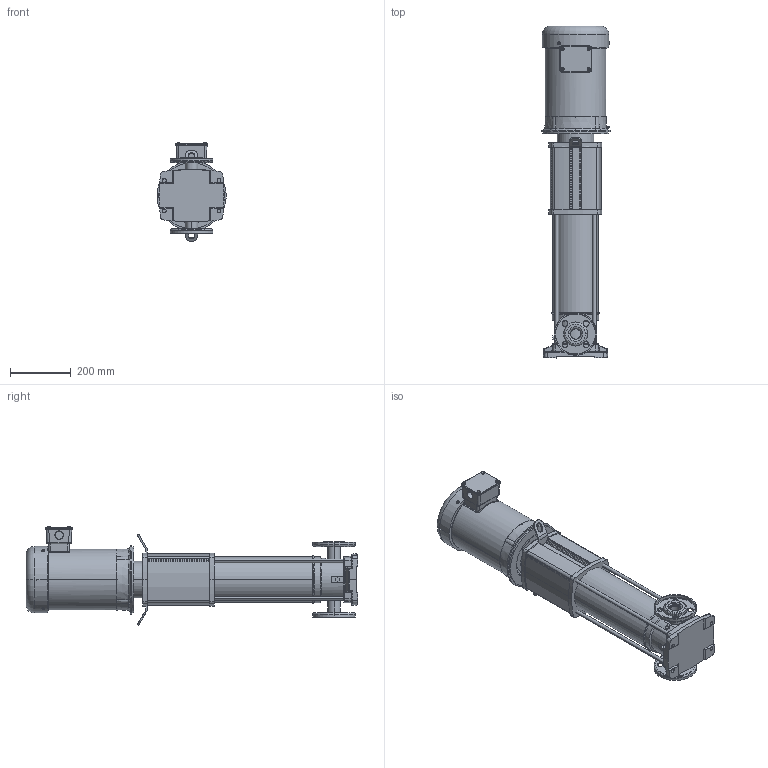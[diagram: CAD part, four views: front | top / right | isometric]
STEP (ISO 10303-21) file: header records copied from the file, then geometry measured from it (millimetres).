
FILE_DESCRIPTION (( 'STEP AP203' ), '1' );
FILE_NAME ('HELIX V20-14_575V.step', '2017-10-26T17:49:36', ( '' ), ( '' ), 'SwSTEP 2.0', 'SolidWorks 2017', '' );
FILE_SCHEMA (( 'CONFIG_CONTROL_DESIGN' ));
Length unit declared in the file: inch
Products named in the file (5): BALDOR NEMA V2 5HP_6; ANSI Flange 1.25 IN; HELIXV20-14 WET END_2; HELIX V20-14_575V; Helix Base 10-30
Assembly tree (5 placements, depth 2):
  HELIX V20-14_575V
    HELIXV20-14 WET END_2
    BALDOR NEMA V2 5HP_6
    ANSI Flange 1.25 IN  x2
    Helix Base 10-30
Bounding box: 224.86 x 1090.27 x 324.21 mm (x, y, z)
Volume: 11490051.5 mm3; surface area: 1385560.9 mm2
Topology: 16 solids, 19 shells, 2427 faces, 6380 edges, 4167 vertices
Faces by surface type: plane 1326, cylinder 745, cone 109, sphere 99, torus 78, bspline 70
Entity records: 80140 total; most frequent: CARTESIAN_POINT 19238, DIRECTION 12693, ORIENTED_EDGE 12522, EDGE_CURVE 6268, AXIS2_PLACEMENT_3D 4497, VERTEX_POINT 4101, LINE 3699, VECTOR 3699
